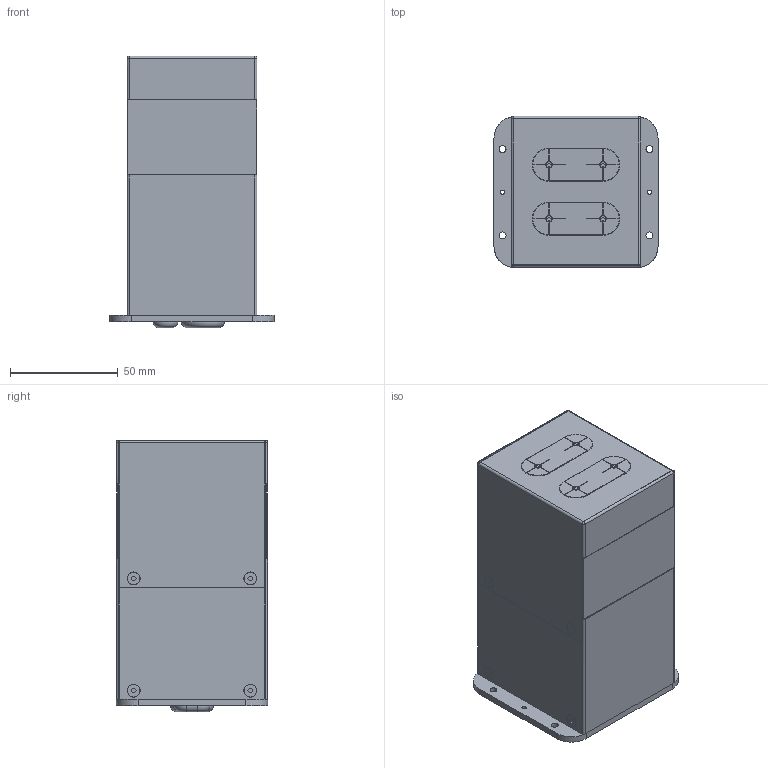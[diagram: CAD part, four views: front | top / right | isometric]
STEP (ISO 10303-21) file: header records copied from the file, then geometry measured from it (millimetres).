
FILE_DESCRIPTION (( 'STEP AP214' ), '1' );
FILE_NAME ('GMW_5201_G_Projected_Field_Magnet.STEP', '2017-09-06T21:20:45', ( '' ), ( '' ), 'SwSTEP 2.0', 'SolidWorks 2016', '' );
FILE_SCHEMA (( 'AUTOMOTIVE_DESIGN' ));
Length unit declared in the file: millimetre
Products named in the file (1): GMW_5201_G_Projected_Field_Magnet
Bounding box: 76 x 70 x 125.75 mm (x, y, z)
Volume: 113990.9 mm3; surface area: 79069.2 mm2
Topology: 1 solids, 1 shells, 401 faces, 1023 edges, 671 vertices
Faces by surface type: plane 286, cylinder 107, torus 4, sphere 4
Entity records: 16229 total; most frequent: CARTESIAN_POINT 2164, DIRECTION 2068, ORIENTED_EDGE 2038, EDGE_CURVE 1019, LINE 726, VECTOR 726, AXIS2_PLACEMENT_3D 671, VERTEX_POINT 671
